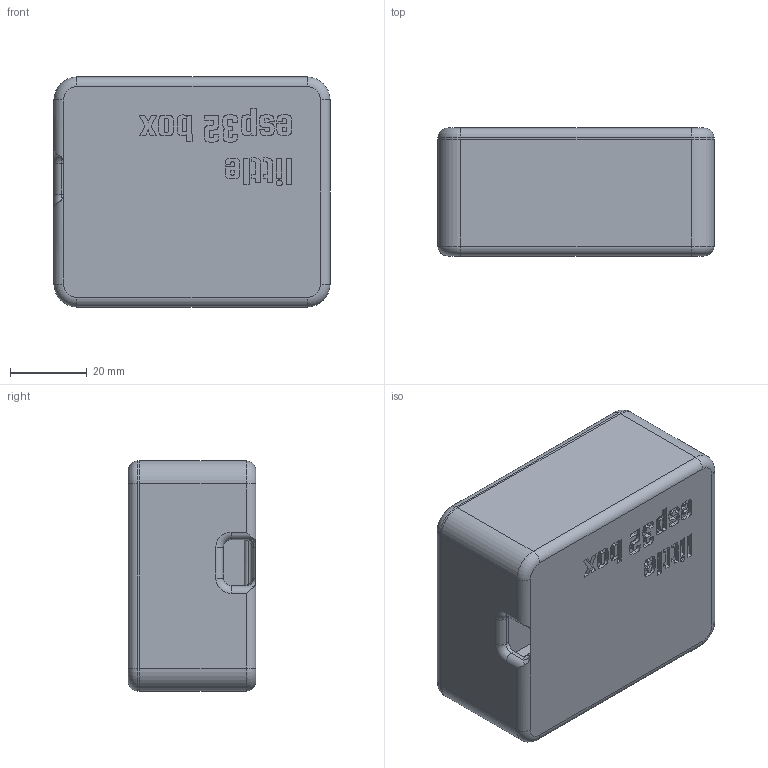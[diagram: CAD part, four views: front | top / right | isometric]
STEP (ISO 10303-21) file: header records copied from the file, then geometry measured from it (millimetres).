
FILE_DESCRIPTION(/* description */ (''),/* implementation_level */ '2;1');
FILE_NAME(/* name */ 'ESPSnake.step',/* time_stamp */ '2025-12-24T09:25:10+01:00',/* author */ (''),/* organization */ (''),/* preprocessor_version */ 'ST-DEVELOPER v20.1',/* originating_system */ 'Autodesk Translation Framework v14.21.0.0',/* authorisation */ '');
FILE_SCHEMA (('AUTOMOTIVE_DESIGN { 1 0 10303 214 3 1 1 }'));
Length unit declared in the file: millimetre
Products named in the file (2): 2025-12-24-00-40-51-121; 2025-12-24-01-33-51-075
Assembly tree (1 placements, depth 2):
  2025-12-24-00-40-51-121
    2025-12-24-01-33-51-075
Bounding box: 72 x 33.3 x 60 mm (x, y, z)
Volume: 45221.7 mm3; surface area: 31480 mm2
Topology: 2 solids, 2 shells, 404 faces, 1106 edges, 720 vertices
Faces by surface type: plane 201, bspline 124, cylinder 51, torus 16, cone 12
Full cylindrical faces by diameter (mm): 3.25 x4, 3.5 x4, 4 x4, 16.3 x1
Entity records: 14035 total; most frequent: CARTESIAN_POINT 4544, ORIENTED_EDGE 2198, DIRECTION 1521, EDGE_CURVE 1099, VERTEX_POINT 720, LINE 707, VECTOR 707, EDGE_LOOP 439
